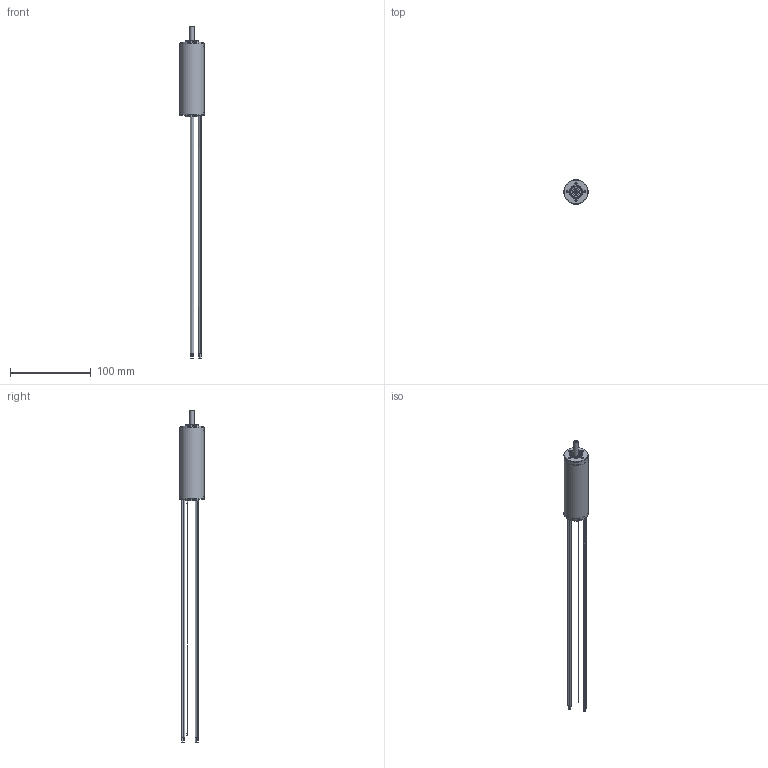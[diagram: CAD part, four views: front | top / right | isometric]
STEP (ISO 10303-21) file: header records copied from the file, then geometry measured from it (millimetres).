
FILE_DESCRIPTION (( 'STEP AP214' ), '1' );
FILE_NAME ('30ECT_90.STEP', '2018-02-26T07:15:06', ( '' ), ( '' ), 'SwSTEP 2.0', 'SolidWorks 2018', '' );
FILE_SCHEMA (( 'AUTOMOTIVE_DESIGN' ));
Length unit declared in the file: millimetre
Products named in the file (1): 30ECT_90
Bounding box: 30 x 30 x 410 mm (x, y, z)
Volume: 66312.2 mm3; surface area: 42453.3 mm2
Topology: 39 solids, 39 shells, 185 faces, 359 edges, 234 vertices
Faces by surface type: plane 63, cylinder 56, bspline 40, cone 26
Full cylindrical faces by diameter (mm): 0.25 x2, 0.32 x4, 0.45 x2, 0.5 x5, 1 x5, 2 x3, 2.5 x5, 5 x4, 5.3 x2, 7.75 x2, 7.909 x1, 9 x2, 9.25 x1, 10 x1, 10.1 x1, 12.7 x3, 13 x1, 13.5 x1, 16 x4, 28.854 x1, 29 x3, 29.5 x1, 30 x2
Entity records: 7328 total; most frequent: CARTESIAN_POINT 2133, DIRECTION 562, ORIENTED_EDGE 348, EDGE_LOOP 308, AXIS2_PLACEMENT_3D 281, FACE_OUTER_BOUND 245, UNCERTAINTY_MEASURE_WITH_UNIT 226, MECHANICAL_DESIGN_GEOMETRIC_PRESENTATION_REPRESENTATION 225
